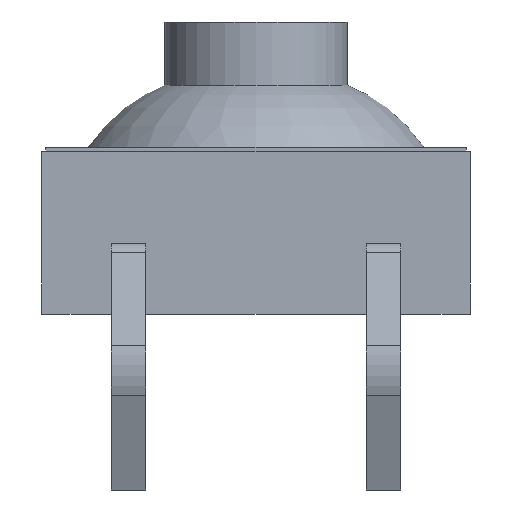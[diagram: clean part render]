
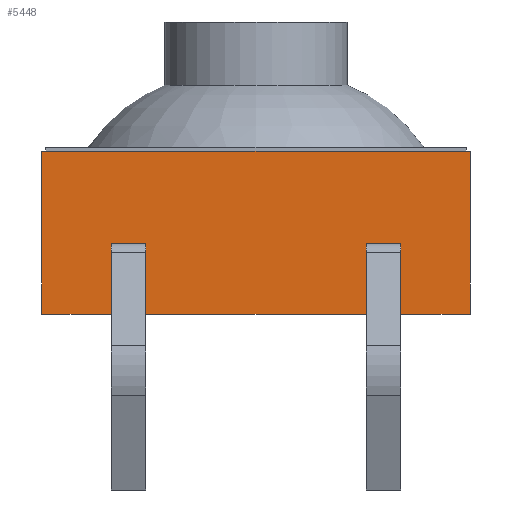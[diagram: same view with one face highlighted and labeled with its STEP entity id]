
A CAD part, left-side view. The second image highlights one B-rep face of the part: STEP entity #5448.
In plain terms, the highlighted planar face has unit normal (-1, 0, 0).
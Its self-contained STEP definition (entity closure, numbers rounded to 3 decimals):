
#525=ORIENTED_EDGE('',*,*,#1658,.F.);
#526=ORIENTED_EDGE('',*,*,#1659,.F.);
#527=ORIENTED_EDGE('',*,*,#1660,.F.);
#528=ORIENTED_EDGE('',*,*,#1661,.T.);
#529=ORIENTED_EDGE('',*,*,#1601,.T.);
#530=ORIENTED_EDGE('',*,*,#1662,.F.);
#531=ORIENTED_EDGE('',*,*,#1663,.T.);
#532=ORIENTED_EDGE('',*,*,#1653,.T.);
#533=ORIENTED_EDGE('',*,*,#1664,.F.);
#534=ORIENTED_EDGE('',*,*,#1665,.F.);
#535=ORIENTED_EDGE('',*,*,#1666,.T.);
#536=ORIENTED_EDGE('',*,*,#1657,.T.);
#1601=EDGE_CURVE('',#2170,#2169,#2553,.T.);
#1653=EDGE_CURVE('',#2213,#2216,#2605,.T.);
#1657=EDGE_CURVE('',#2217,#2220,#2609,.T.);
#1658=EDGE_CURVE('',#2221,#2220,#2610,.T.);
#1659=EDGE_CURVE('',#2222,#2221,#2611,.T.);
#1660=EDGE_CURVE('',#2223,#2222,#2612,.T.);
#1661=EDGE_CURVE('',#2223,#2170,#2613,.T.);
#1662=EDGE_CURVE('',#2224,#2169,#2614,.T.);
#1663=EDGE_CURVE('',#2224,#2213,#2615,.T.);
#1664=EDGE_CURVE('',#2225,#2216,#2616,.T.);
#1665=EDGE_CURVE('',#2226,#2225,#2617,.T.);
#1666=EDGE_CURVE('',#2226,#2217,#2618,.T.);
#2169=VERTEX_POINT('',#6802);
#2170=VERTEX_POINT('',#6804);
#2213=VERTEX_POINT('',#6908);
#2216=VERTEX_POINT('',#6913);
#2217=VERTEX_POINT('',#6917);
#2220=VERTEX_POINT('',#6922);
#2221=VERTEX_POINT('',#6926);
#2222=VERTEX_POINT('',#6928);
#2223=VERTEX_POINT('',#6930);
#2224=VERTEX_POINT('',#6933);
#2225=VERTEX_POINT('',#6936);
#2226=VERTEX_POINT('',#6938);
#2553=LINE('',#6803,#2813);
#2605=LINE('',#6914,#2865);
#2609=LINE('',#6923,#2869);
#2610=LINE('',#6925,#2870);
#2611=LINE('',#6927,#2871);
#2612=LINE('',#6929,#2872);
#2613=LINE('',#6931,#2873);
#2614=LINE('',#6932,#2874);
#2615=LINE('',#6934,#2875);
#2616=LINE('',#6935,#2876);
#2617=LINE('',#6937,#2877);
#2618=LINE('',#6939,#2878);
#2813=VECTOR('',#6012,1000.);
#2865=VECTOR('',#6088,1000.);
#2869=VECTOR('',#6094,1000.);
#2870=VECTOR('',#6097,1000.);
#2871=VECTOR('',#6098,1000.);
#2872=VECTOR('',#6099,1000.);
#2873=VECTOR('',#6100,1000.);
#2874=VECTOR('',#6101,1000.);
#2875=VECTOR('',#6102,1000.);
#2876=VECTOR('',#6103,1000.);
#2877=VECTOR('',#6104,1000.);
#2878=VECTOR('',#6105,1000.);
#3051=EDGE_LOOP('',(#525,#526,#527,#528,#529,#530,#531,#532,#533,#534,#535,
#536));
#3315=FACE_BOUND('',#3051,.T.);
#3579=PLANE('',#5714);
#5448=ADVANCED_FACE('',(#3315),#3579,.T.);
#5714=AXIS2_PLACEMENT_3D('',#6924,#6095,#6096);
#6012=DIRECTION('',(0.,0.,-1.));
#6088=DIRECTION('',(0.,-1.,0.));
#6094=DIRECTION('',(0.,-1.,0.));
#6095=DIRECTION('',(-1.,0.,0.));
#6096=DIRECTION('',(0.,0.,1.));
#6097=DIRECTION('',(0.,0.,1.));
#6098=DIRECTION('',(0.,1.,0.));
#6099=DIRECTION('',(0.,0.,-1.));
#6100=DIRECTION('',(0.,1.,0.));
#6101=DIRECTION('',(0.,1.,0.));
#6102=DIRECTION('',(0.,0.,1.));
#6103=DIRECTION('',(0.,0.,1.));
#6104=DIRECTION('',(0.,1.,0.));
#6105=DIRECTION('',(0.,0.,1.));
#6802=CARTESIAN_POINT('',(-3.886,3.874,0.));
#6803=CARTESIAN_POINT('',(-3.886,3.874,2.946));
#6804=CARTESIAN_POINT('',(-3.886,3.874,2.946));
#6908=CARTESIAN_POINT('',(-3.886,2.616,1.28));
#6913=CARTESIAN_POINT('',(-3.886,1.994,1.28));
#6914=CARTESIAN_POINT('',(-3.886,3.874,1.28));
#6917=CARTESIAN_POINT('',(-3.886,-1.994,1.28));
#6922=CARTESIAN_POINT('',(-3.886,-2.616,1.28));
#6923=CARTESIAN_POINT('',(-3.886,3.874,1.28));
#6924=CARTESIAN_POINT('',(-3.886,-3.874,2.946));
#6925=CARTESIAN_POINT('',(-3.886,-2.616,-12.107));
#6926=CARTESIAN_POINT('',(-3.886,-2.616,0.));
#6927=CARTESIAN_POINT('',(-3.886,-3.874,0.));
#6928=CARTESIAN_POINT('',(-3.886,-3.874,0.));
#6929=CARTESIAN_POINT('',(-3.886,-3.874,2.946));
#6930=CARTESIAN_POINT('',(-3.886,-3.874,2.946));
#6931=CARTESIAN_POINT('',(-3.886,-3.874,2.946));
#6932=CARTESIAN_POINT('',(-3.886,-3.874,0.));
#6933=CARTESIAN_POINT('',(-3.886,2.616,0.));
#6934=CARTESIAN_POINT('',(-3.886,2.616,-12.107));
#6935=CARTESIAN_POINT('',(-3.886,1.994,-12.107));
#6936=CARTESIAN_POINT('',(-3.886,1.994,0.));
#6937=CARTESIAN_POINT('',(-3.886,-3.874,0.));
#6938=CARTESIAN_POINT('',(-3.886,-1.994,0.));
#6939=CARTESIAN_POINT('',(-3.886,-1.994,-12.107));
